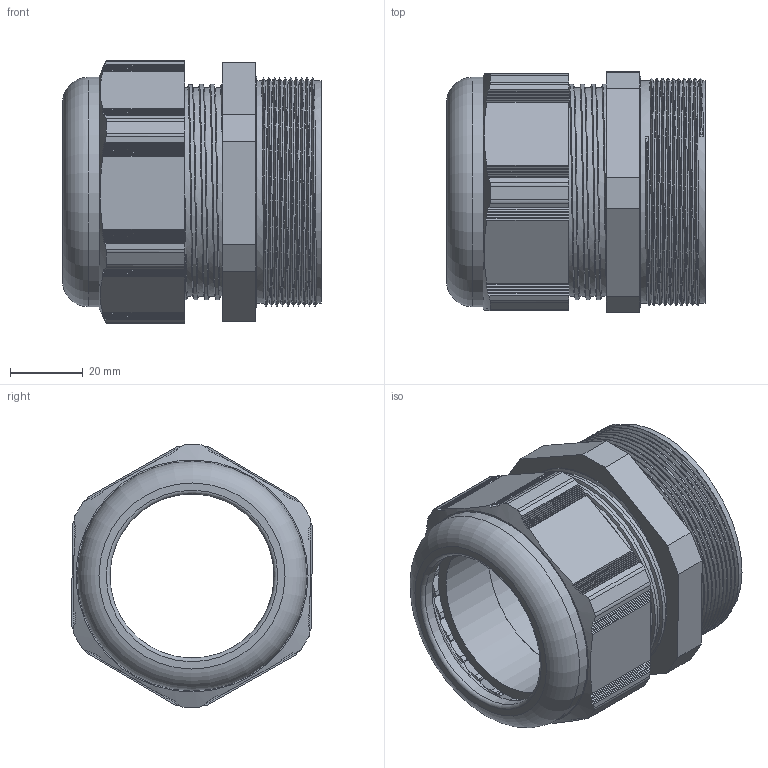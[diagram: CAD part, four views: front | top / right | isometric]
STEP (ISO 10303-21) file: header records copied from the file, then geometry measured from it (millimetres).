
FILE_DESCRIPTION(/* description */ ('Euro-Top Kappe M63'),/* implementation_level */ '2;1');
FILE_NAME(/* name */ '11080563-RST.stp',/* time_stamp */ '2016-08-17T12:12:54+02:00',/* author */ ('SL'),/* organization */ (''),/* preprocessor_version */ 'ST-DEVELOPER v15.2',/* originating_system */ 'Autodesk Inventor 2014',/* authorisation */ '');
FILE_SCHEMA (('AUTOMOTIVE_DESIGN { 1 0 10303 214 3 1 1 }'));
Length unit declared in the file: millimetre
Products named in the file (4): Euro-Top-08-3-BT-0001-11080563; Euro-Top-08-3-BT-0002-11080563; Euro-Top-08-3-BT-0003-11080563; Euro-Top-08-3-BG-0001-11080563
Assembly tree (3 placements, depth 2):
  Euro-Top-08-3-BG-0001-11080563
    Euro-Top-08-3-BT-0001-11080563
    Euro-Top-08-3-BT-0002-11080563
    Euro-Top-08-3-BT-0003-11080563
Bounding box: 71 x 66.23 x 72.29 mm (x, y, z)
Volume: 87293.8 mm3; surface area: 55839.2 mm2
Topology: 3 solids, 3 shells, 518 faces, 1502 edges, 997 vertices
Faces by surface type: plane 342, cylinder 88, torus 54, cone 28, bspline 6
Full cylindrical faces by diameter (mm): 45.16 x1, 45.17 x1, 45.84 x1, 51 x1, 51.4 x1, 52.1 x1, 55.9 x1, 57.4 x6, 58.07 x8, 59.97 x7, 61.278 x10, 61.9 x1, 62.5 x1, 62.92 x1, 63.11 x1, 63.52 x1
Entity records: 34931 total; most frequent: CARTESIAN_POINT 22990, ORIENTED_EDGE 2758, DIRECTION 2198, EDGE_CURVE 1379, VERTEX_POINT 931, AXIS2_PLACEMENT_3D 757, LINE 684, VECTOR 684
